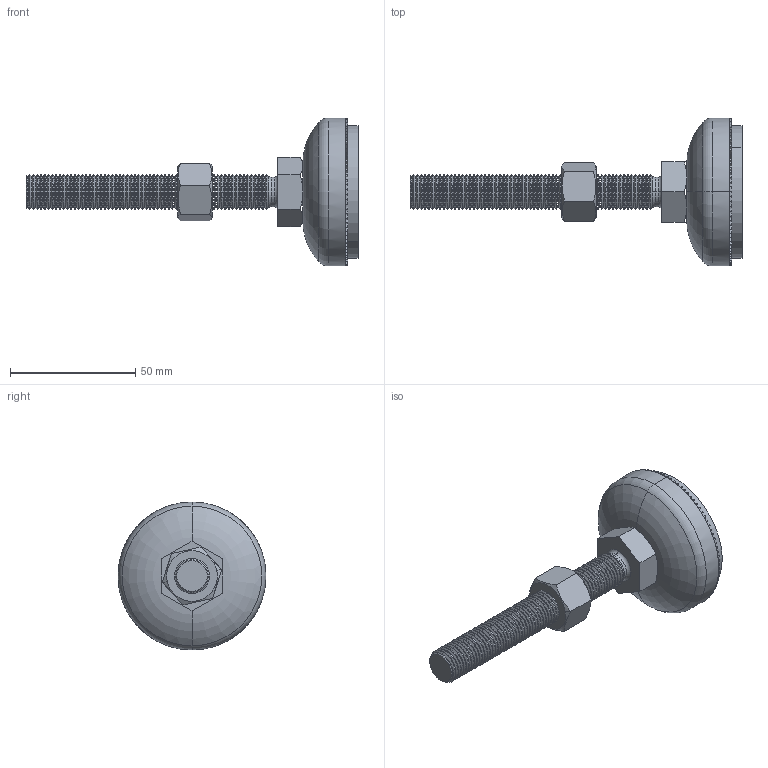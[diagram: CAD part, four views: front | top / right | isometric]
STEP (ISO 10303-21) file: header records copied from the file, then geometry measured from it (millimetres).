
FILE_DESCRIPTION (( 'STEP AP214' ), '1' );
FILE_NAME ('5.21.60.14.130.STEP', '2016-03-22T05:03:16', ( '微软用户' ), ( '微软中国' ), 'SwSTEP 2.0', 'SolidWorks 2012', '' );
FILE_SCHEMA (( 'AUTOMOTIVE_DESIGN' ));
Length unit declared in the file: millimetre
Products named in the file (1): 5.21.60.14.130
Bounding box: 132.5 x 59 x 59 mm (x, y, z)
Surface area: 18706.9 mm2 (no closed solid volume)
Topology: 0 solids, 9 shells, 1305 faces, 3066 edges, 1718 vertices
Faces by surface type: cone 452, plane 311, cylinder 310, torus 232
Entity records: 52220 total; most frequent: CARTESIAN_POINT 9230, DIRECTION 6224, ORIENTED_EDGE 5692, EDGE_CURVE 3066, AXIS2_PLACEMENT_3D 2616, VERTEX_POINT 1718, CIRCLE 1310, EDGE_LOOP 1308
